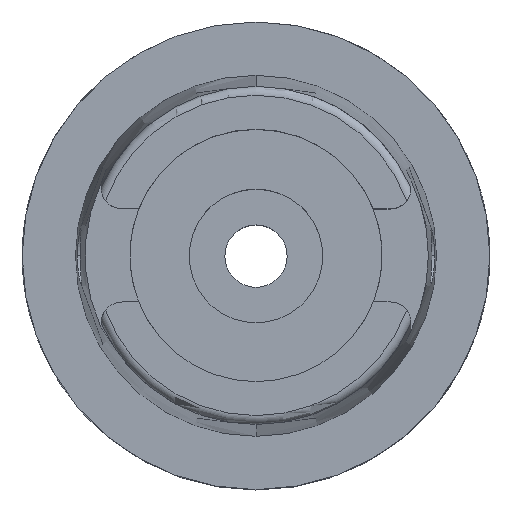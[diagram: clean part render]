
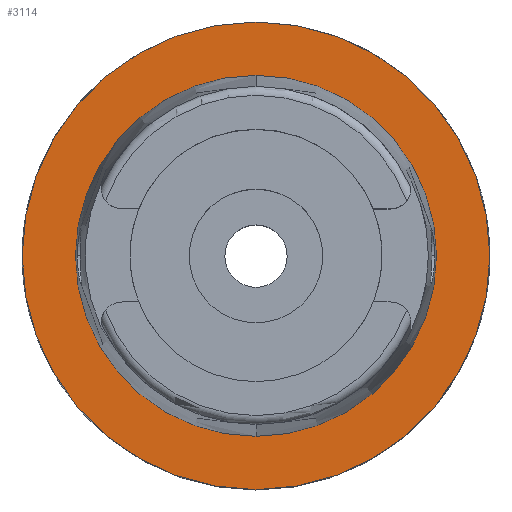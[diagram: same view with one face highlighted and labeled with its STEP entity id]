
A CAD part, top view. The second image highlights one B-rep face of the part: STEP entity #3114.
In plain terms, the highlighted planar face has unit normal (0, 0, 1).
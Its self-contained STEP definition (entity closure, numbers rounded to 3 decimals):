
#643=CARTESIAN_POINT('',(0.,0.,0.));
#644=DIRECTION('',(0.,0.,-1.));
#645=DIRECTION('',(0.,-1.,0.));
#646=AXIS2_PLACEMENT_3D('',#643,#644,#645);
#651=CARTESIAN_POINT('',(0.,0.,0.));
#652=DIRECTION('',(0.,0.,-1.));
#653=DIRECTION('',(0.,1.,0.));
#654=AXIS2_PLACEMENT_3D('',#651,#652,#653);
#659=CARTESIAN_POINT('',(0.,0.,0.));
#660=DIRECTION('',(0.,0.,1.));
#661=DIRECTION('',(0.,-1.,0.));
#662=AXIS2_PLACEMENT_3D('',#659,#660,#661);
#667=CARTESIAN_POINT('',(0.,0.,0.));
#668=DIRECTION('',(0.,0.,1.));
#669=DIRECTION('',(0.,1.,0.));
#670=AXIS2_PLACEMENT_3D('',#667,#668,#669);
#2440=CARTESIAN_POINT('',(0.,-24.315,0.));
#2441=VERTEX_POINT('',#2440);
#2442=CARTESIAN_POINT('',(0.,24.315,0.));
#2443=VERTEX_POINT('',#2442);
#2706=CARTESIAN_POINT('',(0.,31.5,0.));
#2707=VERTEX_POINT('',#2706);
#2708=CARTESIAN_POINT('',(0.,-31.5,0.));
#2709=VERTEX_POINT('',#2708);
#3099=CARTESIAN_POINT('',(0.,0.,0.));
#3100=DIRECTION('',(0.,0.,1.));
#3101=DIRECTION('',(0.,1.,0.));
#3102=AXIS2_PLACEMENT_3D('',#3099,#3100,#3101);
#3103=PLANE('',#3102);
#3105=ORIENTED_EDGE('',*,*,#3104,.T.);
#3107=ORIENTED_EDGE('',*,*,#3106,.T.);
#3108=EDGE_LOOP('',(#3105,#3107));
#3109=FACE_OUTER_BOUND('',#3108,.F.);
#3110=ORIENTED_EDGE('',*,*,#3072,.T.);
#3111=ORIENTED_EDGE('',*,*,#3035,.T.);
#3112=EDGE_LOOP('',(#3110,#3111));
#3113=FACE_BOUND('',#3112,.F.);
#647=CIRCLE('',#646,31.5);
#655=CIRCLE('',#654,31.5);
#663=CIRCLE('',#662,24.315);
#671=CIRCLE('',#670,24.315);
#3035=EDGE_CURVE('',#2443,#2441,#671,.T.);
#3072=EDGE_CURVE('',#2441,#2443,#663,.T.);
#3104=EDGE_CURVE('',#2709,#2707,#647,.T.);
#3106=EDGE_CURVE('',#2707,#2709,#655,.T.);
#3114=ADVANCED_FACE('',(#3109,#3113),#3103,.T.);
